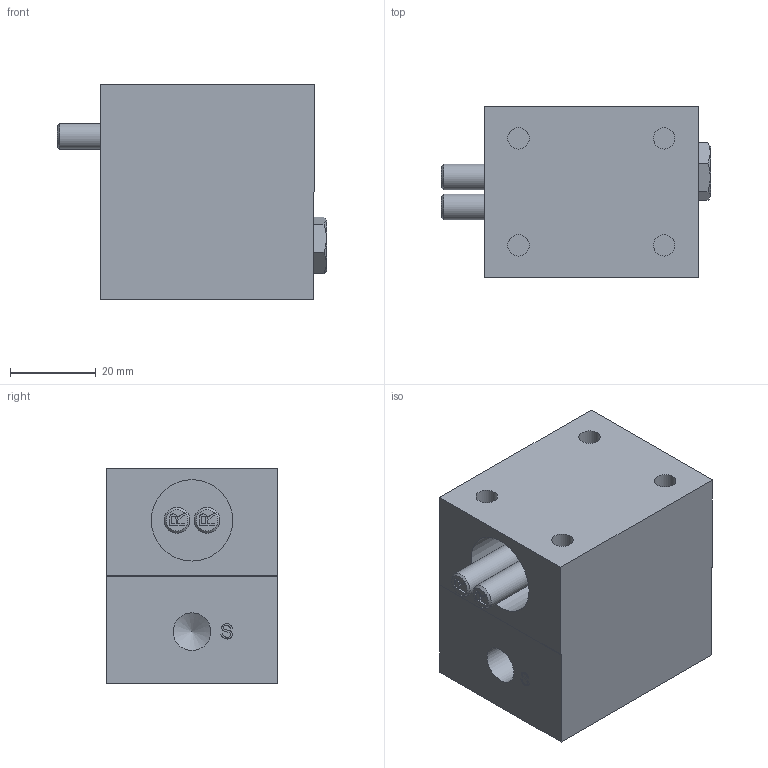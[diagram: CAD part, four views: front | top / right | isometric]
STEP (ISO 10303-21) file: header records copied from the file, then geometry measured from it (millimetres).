
FILE_DESCRIPTION((''),'2;1');
FILE_NAME('110 121 06.stp','2012-05-31T20:53:32',('HJ'),('AVAC Vacuumteknik AB'),'Autodesk Inventor 2012','Autodesk Inventor 2012','');
FILE_SCHEMA(('AUTOMOTIVE_DESIGN { 1 0 10303 214 1 1 1 1 }'));
Length unit declared in the file: millimetre
Products named in the file (1): 110 121 06
Bounding box: 62.85 x 40 x 50 mm (x, y, z)
Volume: 88417.9 mm3; surface area: 20141.1 mm2
Topology: 1 solids, 2 shells, 237 faces, 593 edges, 392 vertices
Faces by surface type: plane 137, bspline 58, cylinder 27, cone 11, torus 4
Full cylindrical faces by diameter (mm): 3 x1, 5 x4, 6 x2, 8.8 x4, 10 x4, 10.5 x4, 11.8 x1, 19 x2
Entity records: 7441 total; most frequent: CARTESIAN_POINT 2162, ORIENTED_EDGE 1082, DIRECTION 808, EDGE_CURVE 541, VERTEX_POINT 377, VECTOR 332, LINE 332, EDGE_LOOP 306
